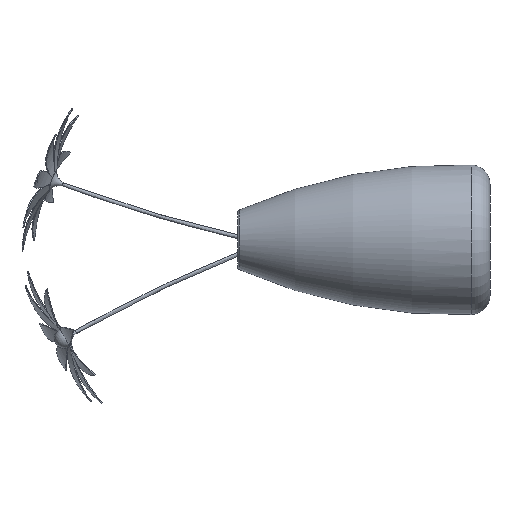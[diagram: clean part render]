
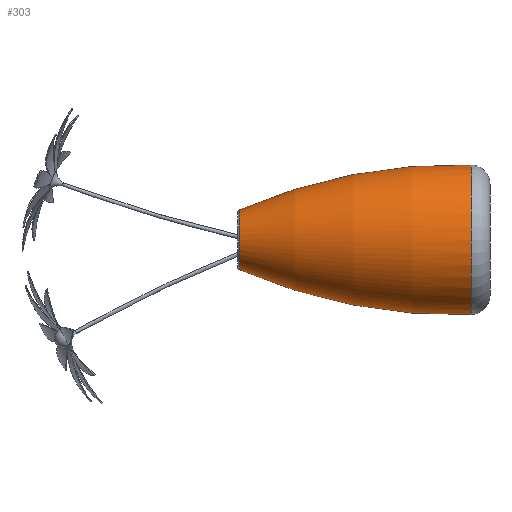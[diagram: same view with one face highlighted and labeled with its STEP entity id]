
A CAD part, left-side view. The second image highlights one B-rep face of the part: STEP entity #303.
In plain terms, the highlighted toroidal (fillet/blend) face has major radius 243.024 mm and minor radius 282.117 mm.
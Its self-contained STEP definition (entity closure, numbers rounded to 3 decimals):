
#34 = AXIS2_PLACEMENT_3D ( 'NONE', #2498, #2499, #2500 ) ;
#84 = AXIS2_PLACEMENT_3D ( 'NONE', #2787, #2788, #2789 ) ;
#95 = AXIS2_PLACEMENT_3D ( 'NONE', #2525, #2526, #2527 ) ;
#186 = CIRCLE ( 'NONE', #95, 282.117 ) ;
#192 = CIRCLE ( 'NONE', #84, 38.977 ) ;
#267 = CIRCLE ( 'NONE', #34, 282.117 ) ;
#273 = CIRCLE ( 'NONE', #518, 15.553 ) ;
#274 = TOROIDAL_SURFACE ( 'NONE', #600, -243.024, 282.117 ) ;
#303 = ADVANCED_FACE ( 'NONE', ( #460 ), #274, .T. ) ;
#305 = EDGE_CURVE ( 'NONE', #840, #1068, #273, .T. ) ;
#448 = EDGE_CURVE ( 'NONE', #1068, #1266, #267, .T. ) ;
#457 = EDGE_CURVE ( 'NONE', #840, #962, #186, .T. ) ;
#460 = FACE_OUTER_BOUND ( 'NONE', #1200, .T. ) ;
#518 = AXIS2_PLACEMENT_3D ( 'NONE', #1030, #1027, #780 ) ;
#600 = AXIS2_PLACEMENT_3D ( 'NONE', #1020, #1018, #1032 ) ;
#780 = DIRECTION ( 'NONE',  ( 0., 0., -1. ) ) ;
#840 = VERTEX_POINT ( 'NONE', #2536 ) ;
#962 = VERTEX_POINT ( 'NONE', #2560 ) ;
#1018 = DIRECTION ( 'NONE',  ( 0., -1., 0. ) ) ;
#1020 = CARTESIAN_POINT ( 'NONE',  ( 0., 17.826, 0. ) ) ;
#1027 = DIRECTION ( 'NONE',  ( 0., -1., 0. ) ) ;
#1030 = CARTESIAN_POINT ( 'NONE',  ( 0., 130.645, 0. ) ) ;
#1032 = DIRECTION ( 'NONE',  ( 0., 0., -1. ) ) ;
#1068 = VERTEX_POINT ( 'NONE', #2586 ) ;
#1200 = EDGE_LOOP ( 'NONE', ( #3209, #3155, #3181, #3202 ) ) ;
#1266 = VERTEX_POINT ( 'NONE', #2631 ) ;
#2498 = CARTESIAN_POINT ( 'NONE',  ( 0., 17.826, 243.024 ) ) ;
#2499 = DIRECTION ( 'NONE',  ( -1., 0., 0. ) ) ;
#2500 = DIRECTION ( 'NONE',  ( 0., 0., 1. ) ) ;
#2525 = CARTESIAN_POINT ( 'NONE',  ( 0., 17.826, -243.024 ) ) ;
#2526 = DIRECTION ( 'NONE',  ( 1., 0., 0. ) ) ;
#2527 = DIRECTION ( 'NONE',  ( 0., 0., -1. ) ) ;
#2536 = CARTESIAN_POINT ( 'NONE',  ( 0., 130.645, 15.553 ) ) ;
#2560 = CARTESIAN_POINT ( 'NONE',  ( 0., 9.712, 38.977 ) ) ;
#2586 = CARTESIAN_POINT ( 'NONE',  ( 0., 130.645, -15.553 ) ) ;
#2631 = CARTESIAN_POINT ( 'NONE',  ( 0., 9.712, -38.977 ) ) ;
#2787 = CARTESIAN_POINT ( 'NONE',  ( 0., 9.712, 0. ) ) ;
#2788 = DIRECTION ( 'NONE',  ( 0., -1., 0. ) ) ;
#2789 = DIRECTION ( 'NONE',  ( 0., 0., -1. ) ) ;
#3155 = ORIENTED_EDGE ( 'NONE', *, *, #305, .T. ) ;
#3181 = ORIENTED_EDGE ( 'NONE', *, *, #448, .T. ) ;
#3202 = ORIENTED_EDGE ( 'NONE', *, *, #3238, .F. ) ;
#3209 = ORIENTED_EDGE ( 'NONE', *, *, #457, .F. ) ;
#3238 = EDGE_CURVE ( 'NONE', #962, #1266, #192, .T. ) ;
